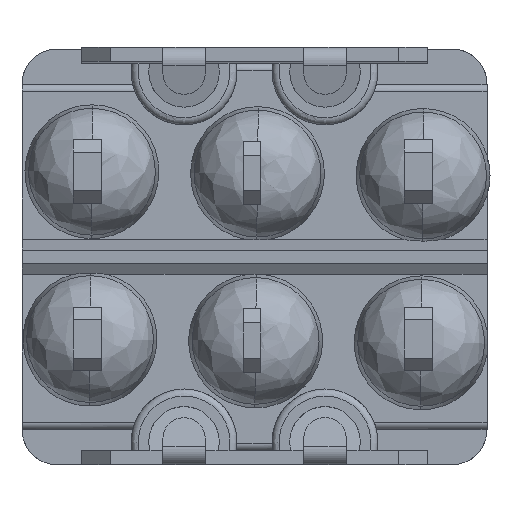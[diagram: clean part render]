
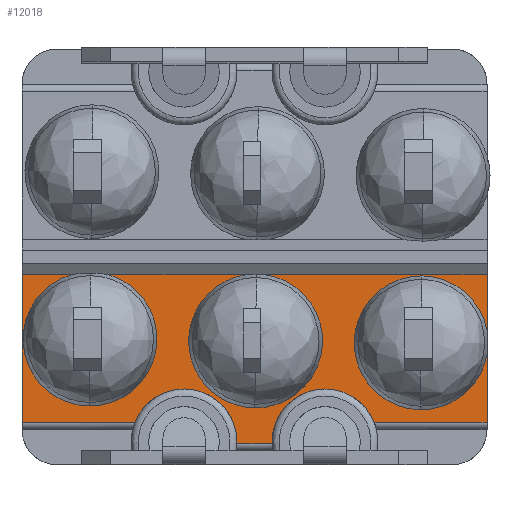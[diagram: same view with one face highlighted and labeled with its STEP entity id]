
A CAD part, front view. The second image highlights one B-rep face of the part: STEP entity #12018.
In plain terms, the highlighted planar face has unit normal (0, -1, 0).
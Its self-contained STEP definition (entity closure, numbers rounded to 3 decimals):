
#1758=DIRECTION('',(-1.,0.,0.));
#1759=VECTOR('',#1758,3.968);
#1760=CARTESIAN_POINT('',(-0.2,0.35,-0.5));
#1761=LINE('',#1760,#1759);
#1762=DIRECTION('',(-1.,0.,0.));
#1763=VECTOR('',#1762,1.43);
#1764=CARTESIAN_POINT('',(-5.17,0.35,-0.5));
#1765=LINE('',#1764,#1763);
#1766=DIRECTION('',(-1.,0.,0.));
#1767=VECTOR('',#1766,6.339);
#1768=CARTESIAN_POINT('',(6.6,0.35,-0.5));
#1769=LINE('',#1768,#1767);
#1770=CARTESIAN_POINT('',(-0.2,0.35,-0.5));
#1782=CARTESIAN_POINT('',(4.73,0.35,-2.439));
#1783=DIRECTION('',(0.,-1.,0.));
#1784=DIRECTION('',(0.011,0.,1.));
#1785=AXIS2_PLACEMENT_3D('',#1782,#1783,#1784);
#1787=CARTESIAN_POINT('',(4.73,0.35,-2.439));
#1788=DIRECTION('',(0.,-1.,0.));
#1789=DIRECTION('',(-0.011,0.,-1.));
#1790=AXIS2_PLACEMENT_3D('',#1787,#1788,#1789);
#1792=DIRECTION('',(0.,0.,-1.));
#1793=VECTOR('',#1792,1.922);
#1794=CARTESIAN_POINT('',(6.6,0.35,-2.778));
#1795=LINE('',#1794,#1793);
#1796=CARTESIAN_POINT('',(2.,0.35,-5.25));
#1797=DIRECTION('',(0.,-1.,0.));
#1798=DIRECTION('',(0.93,0.,0.367));
#1799=AXIS2_PLACEMENT_3D('',#1796,#1797,#1798);
#1801=CARTESIAN_POINT('',(2.,0.35,-5.25));
#1802=DIRECTION('',(0.,-1.,0.));
#1803=DIRECTION('',(0.,0.,1.));
#1804=AXIS2_PLACEMENT_3D('',#1801,#1802,#1803);
#1806=CARTESIAN_POINT('',(-2.,0.35,-5.25));
#1807=DIRECTION('',(0.,-1.,0.));
#1808=DIRECTION('',(0.999,0.,-0.033));
#1809=AXIS2_PLACEMENT_3D('',#1806,#1807,#1808);
#1811=CARTESIAN_POINT('',(-2.,0.35,-5.25));
#1812=DIRECTION('',(0.,-1.,0.));
#1813=DIRECTION('',(0.,0.,1.));
#1814=AXIS2_PLACEMENT_3D('',#1811,#1812,#1813);
#1816=DIRECTION('',(0.,0.,1.));
#1817=VECTOR('',#1816,4.2);
#1818=CARTESIAN_POINT('',(-6.6,0.35,-4.7));
#1819=LINE('',#1818,#1817);
#1820=CARTESIAN_POINT('',(-4.669,0.35,-2.333));
#1821=DIRECTION('',(0.,-1.,0.));
#1822=DIRECTION('',(-0.264,0.,0.965));
#1823=AXIS2_PLACEMENT_3D('',#1820,#1821,#1822);
#1825=CARTESIAN_POINT('',(-4.669,0.35,-2.333));
#1826=DIRECTION('',(0.,-1.,0.));
#1827=DIRECTION('',(-0.011,0.,-1.));
#1828=AXIS2_PLACEMENT_3D('',#1825,#1826,#1827);
#1830=CARTESIAN_POINT('',(0.031,0.35,-2.386));
#1831=DIRECTION('',(0.,-1.,0.));
#1832=DIRECTION('',(-0.121,0.,0.993));
#1833=AXIS2_PLACEMENT_3D('',#1830,#1831,#1832);
#1835=CARTESIAN_POINT('',(0.031,0.35,-2.386));
#1836=DIRECTION('',(0.,-1.,0.));
#1837=DIRECTION('',(-0.011,0.,-1.));
#1838=AXIS2_PLACEMENT_3D('',#1835,#1836,#1837);
#1840=DIRECTION('',(0.,0.,-1.));
#1841=VECTOR('',#1840,1.6);
#1842=CARTESIAN_POINT('',(6.6,0.35,-0.5));
#1843=LINE('',#1842,#1841);
#1844=CARTESIAN_POINT('',(4.73,0.35,-2.439));
#1845=DIRECTION('',(0.,-1.,0.));
#1846=DIRECTION('',(0.984,0.,0.178));
#1847=AXIS2_PLACEMENT_3D('',#1844,#1845,#1846);
#2151=DIRECTION('',(1.,0.,0.));
#2152=VECTOR('',#2151,3.204);
#2153=CARTESIAN_POINT('',(3.396,0.35,-4.7));
#2154=LINE('',#2153,#2152);
#2201=DIRECTION('',(1.,0.,0.));
#2202=VECTOR('',#2201,1.002);
#2203=CARTESIAN_POINT('',(-0.501,0.35,-5.3));
#2204=LINE('',#2203,#2202);
#2331=DIRECTION('',(1.,0.,0.));
#2332=VECTOR('',#2331,3.204);
#2333=CARTESIAN_POINT('',(-6.6,0.35,-4.7));
#2334=LINE('',#2333,#2332);
#2408=CARTESIAN_POINT('',(-5.17,0.35,-0.5));
#8905=CARTESIAN_POINT('',(-6.6,0.35,-0.5));
#8906=VERTEX_POINT('',#8905);
#8907=CARTESIAN_POINT('',(-6.6,0.35,-4.7));
#8908=VERTEX_POINT('',#8907);
#9074=CARTESIAN_POINT('',(6.6,0.35,-4.7));
#9075=VERTEX_POINT('',#9074);
#9076=CARTESIAN_POINT('',(6.6,0.35,-2.778));
#9077=VERTEX_POINT('',#9076);
#9078=CARTESIAN_POINT('',(6.6,0.35,-2.1));
#9079=VERTEX_POINT('',#9078);
#9080=CARTESIAN_POINT('',(6.6,0.35,-0.5));
#9081=VERTEX_POINT('',#9080);
#9171=VERTEX_POINT('',#1770);
#9173=CARTESIAN_POINT('',(-4.168,0.35,-0.5));
#9174=VERTEX_POINT('',#9173);
#9176=VERTEX_POINT('',#2408);
#9177=CARTESIAN_POINT('',(0.261,0.35,-0.5));
#9178=VERTEX_POINT('',#9177);
#9179=CARTESIAN_POINT('',(0.009,0.35,-4.286));
#9180=VERTEX_POINT('',#9179);
#9185=CARTESIAN_POINT('',(4.752,0.35,-0.539));
#9186=CARTESIAN_POINT('',(4.709,0.35,-4.339));
#9187=VERTEX_POINT('',#9185);
#9188=VERTEX_POINT('',#9186);
#9189=CARTESIAN_POINT('',(3.396,0.35,-4.7));
#9190=VERTEX_POINT('',#9189);
#9191=CARTESIAN_POINT('',(2.,0.35,-3.75));
#9192=CARTESIAN_POINT('',(0.501,0.35,-5.3));
#9193=VERTEX_POINT('',#9191);
#9194=VERTEX_POINT('',#9192);
#9195=CARTESIAN_POINT('',(-0.501,0.35,-5.3));
#9196=VERTEX_POINT('',#9195);
#9197=CARTESIAN_POINT('',(-2.,0.35,-3.75));
#9198=CARTESIAN_POINT('',(-3.396,0.35,-4.7));
#9199=VERTEX_POINT('',#9197);
#9200=VERTEX_POINT('',#9198);
#9201=CARTESIAN_POINT('',(-4.69,0.35,-4.233));
#9202=VERTEX_POINT('',#9201);
#11978=CARTESIAN_POINT('',(0.,0.35,-2.5));
#11979=DIRECTION('',(0.,-1.,0.));
#11980=DIRECTION('',(0.,0.,-1.));
#11981=AXIS2_PLACEMENT_3D('',#11978,#11979,#11980);
#11982=PLANE('',#11981);
#11984=ORIENTED_EDGE('',*,*,#11983,.T.);
#11986=ORIENTED_EDGE('',*,*,#11985,.T.);
#11987=ORIENTED_EDGE('',*,*,#11538,.T.);
#11989=ORIENTED_EDGE('',*,*,#11988,.F.);
#11991=ORIENTED_EDGE('',*,*,#11990,.T.);
#11993=ORIENTED_EDGE('',*,*,#11992,.T.);
#11995=ORIENTED_EDGE('',*,*,#11994,.F.);
#11997=ORIENTED_EDGE('',*,*,#11996,.T.);
#11999=ORIENTED_EDGE('',*,*,#11998,.T.);
#12001=ORIENTED_EDGE('',*,*,#12000,.F.);
#12002=ORIENTED_EDGE('',*,*,#10880,.T.);
#12003=ORIENTED_EDGE('',*,*,#11949,.F.);
#12005=ORIENTED_EDGE('',*,*,#12004,.T.);
#12007=ORIENTED_EDGE('',*,*,#12006,.T.);
#12008=ORIENTED_EDGE('',*,*,#11943,.F.);
#12009=ORIENTED_EDGE('',*,*,#11966,.T.);
#12011=ORIENTED_EDGE('',*,*,#12010,.T.);
#12012=ORIENTED_EDGE('',*,*,#11954,.F.);
#12013=ORIENTED_EDGE('',*,*,#11542,.T.);
#12015=ORIENTED_EDGE('',*,*,#12014,.T.);
#12016=EDGE_LOOP('',(#11984,#11986,#11987,#11989,#11991,#11993,#11995,#11997,
#11999,#12001,#12002,#12003,#12005,#12007,#12008,#12009,#12011,#12012,#12013,
#12015));
#12017=FACE_OUTER_BOUND('',#12016,.F.);
#12018=ADVANCED_FACE('',(#12017),#11982,.T.);
#1786=CIRCLE('',#1785,1.9);
#1791=CIRCLE('',#1790,1.9);
#1800=CIRCLE('',#1799,1.5);
#1805=CIRCLE('',#1804,1.5);
#1810=CIRCLE('',#1809,1.5);
#1815=CIRCLE('',#1814,1.5);
#1824=CIRCLE('',#1823,1.9);
#1829=CIRCLE('',#1828,1.9);
#1834=CIRCLE('',#1833,1.9);
#1839=CIRCLE('',#1838,1.9);
#1848=CIRCLE('',#1847,1.9);
#10880=EDGE_CURVE('',#8908,#8906,#1819,.T.);
#11538=EDGE_CURVE('',#9077,#9075,#1795,.T.);
#11542=EDGE_CURVE('',#9081,#9079,#1843,.T.);
#11943=EDGE_CURVE('',#9171,#9174,#1761,.T.);
#11949=EDGE_CURVE('',#9176,#8906,#1765,.T.);
#11954=EDGE_CURVE('',#9081,#9178,#1769,.T.);
#11966=EDGE_CURVE('',#9171,#9180,#1834,.T.);
#11983=EDGE_CURVE('',#9187,#9188,#1786,.T.);
#11985=EDGE_CURVE('',#9188,#9077,#1791,.T.);
#11988=EDGE_CURVE('',#9190,#9075,#2154,.T.);
#11990=EDGE_CURVE('',#9190,#9193,#1800,.T.);
#11992=EDGE_CURVE('',#9193,#9194,#1805,.T.);
#11994=EDGE_CURVE('',#9196,#9194,#2204,.T.);
#11996=EDGE_CURVE('',#9196,#9199,#1810,.T.);
#11998=EDGE_CURVE('',#9199,#9200,#1815,.T.);
#12000=EDGE_CURVE('',#8908,#9200,#2334,.T.);
#12004=EDGE_CURVE('',#9176,#9202,#1824,.T.);
#12006=EDGE_CURVE('',#9202,#9174,#1829,.T.);
#12010=EDGE_CURVE('',#9180,#9178,#1839,.T.);
#12014=EDGE_CURVE('',#9079,#9187,#1848,.T.);
